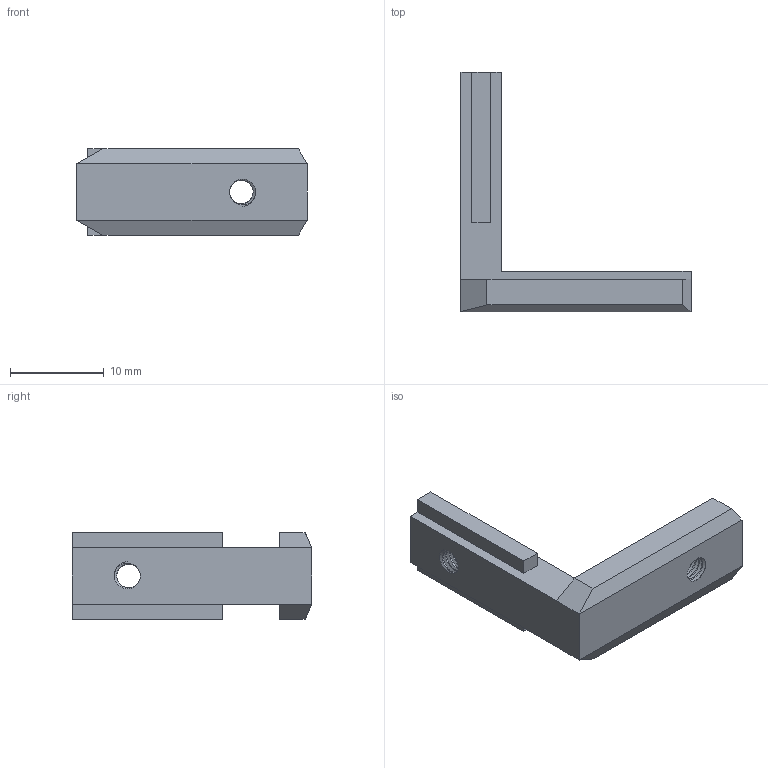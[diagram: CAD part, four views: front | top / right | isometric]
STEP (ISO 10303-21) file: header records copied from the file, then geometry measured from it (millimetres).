
FILE_DESCRIPTION(/* description */ (''),/* implementation_level */ '2;1');
FILE_NAME(/* name */ 'Внутренний угловой соединитель универсалый 6 паз.step',/* time_stamp */ '2022-10-02T23:49:21+03:00',/* author */ (''),/* organization */ (''),/* preprocessor_version */ 'ST-DEVELOPER v19',/* originating_system */ 'Autodesk Translation Framework v11.7.0.108',/* authorisation */ '');
FILE_SCHEMA (('AUTOMOTIVE_DESIGN { 1 0 10303 214 3 1 1 }'));
Length unit declared in the file: millimetre
Products named in the file (1): (Unsaved)
Bounding box: 24.5 x 25.5 x 9.2 mm (x, y, z)
Volume: 1451.6 mm3; surface area: 1324.2 mm2
Topology: 1 solids, 1 shells, 66 faces, 184 edges, 120 vertices
Faces by surface type: cylinder 32, plane 28, bspline 4, cone 2
Full cylindrical faces by diameter (mm): 2.529 x4, 3.086 x4
Entity records: 4279 total; most frequent: CARTESIAN_POINT 2687, ORIENTED_EDGE 368, DIRECTION 252, EDGE_CURVE 184, VERTEX_POINT 120, LINE 98, VECTOR 98, AXIS2_PLACEMENT_3D 77
